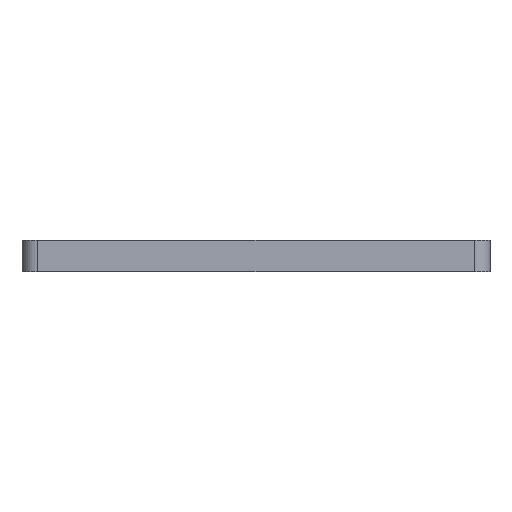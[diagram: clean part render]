
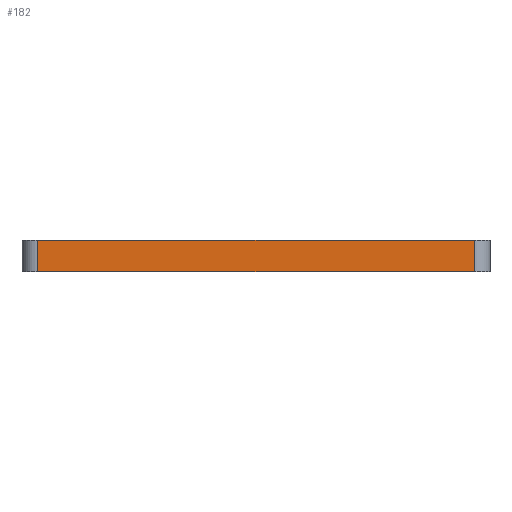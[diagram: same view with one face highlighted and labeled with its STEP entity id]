
A CAD part, left-side view. The second image highlights one B-rep face of the part: STEP entity #182.
In plain terms, the highlighted planar face has unit normal (-1, 0, 0).
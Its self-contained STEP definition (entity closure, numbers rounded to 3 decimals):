
#182 = ADVANCED_FACE ( 'NONE', ( #4107 ), #2823, .F. ) ;
#274 = DIRECTION ( 'NONE',  ( 0., -1., 0. ) ) ;
#278 = DIRECTION ( 'NONE',  ( 0., 0., -1. ) ) ;
#294 = CARTESIAN_POINT ( 'NONE',  ( 0., 0., 4. ) ) ;
#311 = CARTESIAN_POINT ( 'NONE',  ( 0., 58., 4. ) ) ;
#316 = DIRECTION ( 'NONE',  ( 0., -1., 0. ) ) ;
#319 = CARTESIAN_POINT ( 'NONE',  ( 0., 2., 4. ) ) ;
#346 = DIRECTION ( 'NONE',  ( 0., 0., 1. ) ) ;
#476 = EDGE_LOOP ( 'NONE', ( #2291, #2274, #2257, #2248 ) ) ;
#499 = CARTESIAN_POINT ( 'NONE',  ( 0., 0., 0. ) ) ;
#1201 = VERTEX_POINT ( 'NONE', #1392 ) ;
#1253 = VERTEX_POINT ( 'NONE', #1367 ) ;
#1292 = VERTEX_POINT ( 'NONE', #1390 ) ;
#1309 = VERTEX_POINT ( 'NONE', #1373 ) ;
#1367 = CARTESIAN_POINT ( 'NONE',  ( 0., 58., 4. ) ) ;
#1373 = CARTESIAN_POINT ( 'NONE',  ( 0., 58., 0. ) ) ;
#1390 = CARTESIAN_POINT ( 'NONE',  ( 0., 2., 0. ) ) ;
#1392 = CARTESIAN_POINT ( 'NONE',  ( 0., 2., 4. ) ) ;
#2185 = EDGE_CURVE ( 'NONE', #1309, #1292, #2775, .T. ) ;
#2186 = EDGE_CURVE ( 'NONE', #1292, #1201, #2778, .T. ) ;
#2187 = EDGE_CURVE ( 'NONE', #1253, #1201, #2769, .T. ) ;
#2195 = EDGE_CURVE ( 'NONE', #1253, #1309, #2757, .T. ) ;
#2248 = ORIENTED_EDGE ( 'NONE', *, *, #2195, .T. ) ;
#2257 = ORIENTED_EDGE ( 'NONE', *, *, #2187, .F. ) ;
#2274 = ORIENTED_EDGE ( 'NONE', *, *, #2186, .T. ) ;
#2291 = ORIENTED_EDGE ( 'NONE', *, *, #2185, .T. ) ;
#2756 = VECTOR ( 'NONE', #278, 1000. ) ;
#2757 = LINE ( 'NONE', #311, #2756 ) ;
#2762 = VECTOR ( 'NONE', #274, 1000. ) ;
#2769 = LINE ( 'NONE', #294, #2762 ) ;
#2773 = VECTOR ( 'NONE', #316, 1000. ) ;
#2775 = LINE ( 'NONE', #499, #2773 ) ;
#2778 = LINE ( 'NONE', #319, #2784 ) ;
#2784 = VECTOR ( 'NONE', #346, 1000. ) ;
#2816 = DIRECTION ( 'NONE',  ( 0., 0., -1. ) ) ;
#2823 = PLANE ( 'NONE',  #3801 ) ;
#2833 = CARTESIAN_POINT ( 'NONE',  ( 0., 0., 4. ) ) ;
#2837 = DIRECTION ( 'NONE',  ( 1., 0., 0. ) ) ;
#3801 = AXIS2_PLACEMENT_3D ( 'NONE', #2833, #2837, #2816 ) ;
#4107 = FACE_OUTER_BOUND ( 'NONE', #476, .T. ) ;
